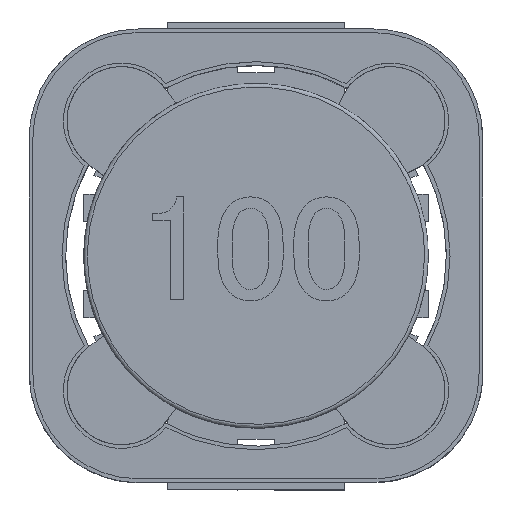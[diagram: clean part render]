
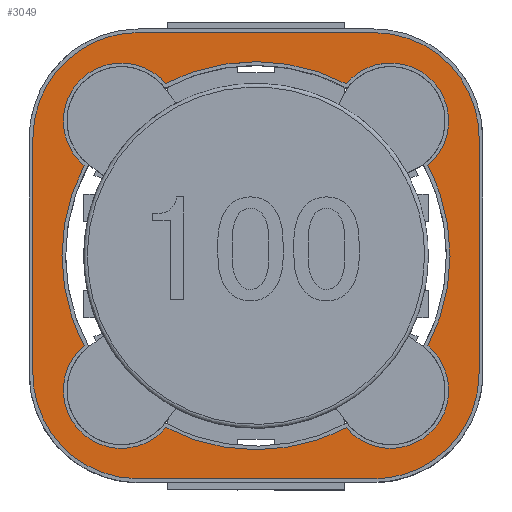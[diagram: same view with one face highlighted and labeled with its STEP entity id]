
A CAD part, top view. The second image highlights one B-rep face of the part: STEP entity #3049.
In plain terms, the highlighted free-form (B-spline) face has degree [1, 1] with [2, 2] control points.
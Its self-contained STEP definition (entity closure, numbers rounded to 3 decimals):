
#2908=CARTESIAN_POINT('',(-6.875,-6.875,5.5));
#2909=CARTESIAN_POINT('',(-6.875,6.875,5.5));
#2910=CARTESIAN_POINT('',(6.875,-6.875,5.5));
#2911=CARTESIAN_POINT('',(6.875,6.875,5.5));
#2912=B_SPLINE_SURFACE_WITH_KNOTS('',1,1,((#2908,#2909),(#2910,#2911)),.PLANE_SURF.,.F.,.F.,.U.,(2,2),(2,2),(0.,1.),(0.,1.),.UNSPECIFIED.);
#2913=CARTESIAN_POINT('',(-6.15,-3.25,5.5));
#2914=VERTEX_POINT('',#2913);
#2915=CARTESIAN_POINT('',(-6.15,3.25,5.5));
#2916=VERTEX_POINT('',#2915);
#2917=CARTESIAN_POINT('',(-6.15,-3.25,5.5));
#2918=CARTESIAN_POINT('',(-6.15,3.25,5.5));
#2919=B_SPLINE_CURVE_WITH_KNOTS('',1,(#2917,#2918),.POLYLINE_FORM.,.F.,.U.,(2,2),(0.,1.),.UNSPECIFIED.);
#2920=EDGE_CURVE('',#2914,#2916,#2919,.T.);
#2921=ORIENTED_EDGE('',*,*,#2920,.F.);
#2922=CARTESIAN_POINT('',(-3.25,-6.15,5.5));
#2923=VERTEX_POINT('',#2922);
#2924=CARTESIAN_POINT('',(-3.25,-6.15,5.5));
#2925=CARTESIAN_POINT('',(-6.15,-6.15,5.5));
#2926=CARTESIAN_POINT('',(-6.15,-3.25,5.5));
#2927=(BOUNDED_CURVE()B_SPLINE_CURVE(2,(#2924,#2925,#2926),.CIRCULAR_ARC.,.F.,.U.)B_SPLINE_CURVE_WITH_KNOTS((3,3),(0.,1.),.UNSPECIFIED.)CURVE()GEOMETRIC_REPRESENTATION_ITEM()RATIONAL_B_SPLINE_CURVE((1.,0.707,1.))REPRESENTATION_ITEM(''));
#2928=EDGE_CURVE('',#2923,#2914,#2927,.T.);
#2929=ORIENTED_EDGE('',*,*,#2928,.F.);
#2930=CARTESIAN_POINT('',(3.25,-6.15,5.5));
#2931=VERTEX_POINT('',#2930);
#2932=CARTESIAN_POINT('',(3.25,-6.15,5.5));
#2933=CARTESIAN_POINT('',(-3.25,-6.15,5.5));
#2934=B_SPLINE_CURVE_WITH_KNOTS('',1,(#2932,#2933),.POLYLINE_FORM.,.F.,.U.,(2,2),(0.,1.),.UNSPECIFIED.);
#2935=EDGE_CURVE('',#2931,#2923,#2934,.T.);
#2936=ORIENTED_EDGE('',*,*,#2935,.F.);
#2937=CARTESIAN_POINT('',(6.15,-3.25,5.5));
#2938=VERTEX_POINT('',#2937);
#2939=CARTESIAN_POINT('',(6.15,-3.25,5.5));
#2940=CARTESIAN_POINT('',(6.15,-6.15,5.5));
#2941=CARTESIAN_POINT('',(3.25,-6.15,5.5));
#2942=(BOUNDED_CURVE()B_SPLINE_CURVE(2,(#2939,#2940,#2941),.CIRCULAR_ARC.,.F.,.U.)B_SPLINE_CURVE_WITH_KNOTS((3,3),(0.,1.),.UNSPECIFIED.)CURVE()GEOMETRIC_REPRESENTATION_ITEM()RATIONAL_B_SPLINE_CURVE((1.,0.707,1.))REPRESENTATION_ITEM(''));
#2943=EDGE_CURVE('',#2938,#2931,#2942,.T.);
#2944=ORIENTED_EDGE('',*,*,#2943,.F.);
#2945=CARTESIAN_POINT('',(6.15,3.25,5.5));
#2946=VERTEX_POINT('',#2945);
#2947=CARTESIAN_POINT('',(6.15,3.25,5.5));
#2948=CARTESIAN_POINT('',(6.15,-3.25,5.5));
#2949=B_SPLINE_CURVE_WITH_KNOTS('',1,(#2947,#2948),.POLYLINE_FORM.,.F.,.U.,(2,2),(0.,1.),.UNSPECIFIED.);
#2950=EDGE_CURVE('',#2946,#2938,#2949,.T.);
#2951=ORIENTED_EDGE('',*,*,#2950,.F.);
#2952=CARTESIAN_POINT('',(3.25,6.15,5.5));
#2953=VERTEX_POINT('',#2952);
#2954=CARTESIAN_POINT('',(3.25,6.15,5.5));
#2955=CARTESIAN_POINT('',(6.15,6.15,5.5));
#2956=CARTESIAN_POINT('',(6.15,3.25,5.5));
#2957=(BOUNDED_CURVE()B_SPLINE_CURVE(2,(#2954,#2955,#2956),.CIRCULAR_ARC.,.F.,.U.)B_SPLINE_CURVE_WITH_KNOTS((3,3),(0.,1.),.UNSPECIFIED.)CURVE()GEOMETRIC_REPRESENTATION_ITEM()RATIONAL_B_SPLINE_CURVE((1.,0.707,1.))REPRESENTATION_ITEM(''));
#2958=EDGE_CURVE('',#2953,#2946,#2957,.T.);
#2959=ORIENTED_EDGE('',*,*,#2958,.F.);
#2960=CARTESIAN_POINT('',(-3.25,6.15,5.5));
#2961=VERTEX_POINT('',#2960);
#2962=CARTESIAN_POINT('',(-3.25,6.15,5.5));
#2963=CARTESIAN_POINT('',(3.25,6.15,5.5));
#2964=B_SPLINE_CURVE_WITH_KNOTS('',1,(#2962,#2963),.POLYLINE_FORM.,.F.,.U.,(2,2),(0.,1.),.UNSPECIFIED.);
#2965=EDGE_CURVE('',#2961,#2953,#2964,.T.);
#2966=ORIENTED_EDGE('',*,*,#2965,.F.);
#2967=CARTESIAN_POINT('',(-6.15,3.25,5.5));
#2968=CARTESIAN_POINT('',(-6.15,6.15,5.5));
#2969=CARTESIAN_POINT('',(-3.25,6.15,5.5));
#2970=(BOUNDED_CURVE()B_SPLINE_CURVE(2,(#2967,#2968,#2969),.CIRCULAR_ARC.,.F.,.U.)B_SPLINE_CURVE_WITH_KNOTS((3,3),(0.,1.),.UNSPECIFIED.)CURVE()GEOMETRIC_REPRESENTATION_ITEM()RATIONAL_B_SPLINE_CURVE((1.,0.707,1.))REPRESENTATION_ITEM(''));
#2971=EDGE_CURVE('',#2916,#2961,#2970,.T.);
#2972=ORIENTED_EDGE('',*,*,#2971,.F.);
#2973=EDGE_LOOP('',(#2921,#2929,#2936,#2944,#2951,#2959,#2966,#2972));
#2974=FACE_OUTER_BOUND('',#2973,.T.);
#2975=CARTESIAN_POINT('',(-2.484,-4.738,5.5));
#2976=VERTEX_POINT('',#2975);
#2977=CARTESIAN_POINT('',(2.484,-4.738,5.5));
#2978=VERTEX_POINT('',#2977);
#2979=CARTESIAN_POINT('',(-2.484,-4.738,5.5));
#2980=CARTESIAN_POINT('',(0.,-6.041,5.5));
#2981=CARTESIAN_POINT('',(2.484,-4.738,5.5));
#2982=(BOUNDED_CURVE()B_SPLINE_CURVE(2,(#2979,#2980,#2981),.CIRCULAR_ARC.,.F.,.U.)B_SPLINE_CURVE_WITH_KNOTS((3,3),(0.,1.),.UNSPECIFIED.)CURVE()GEOMETRIC_REPRESENTATION_ITEM()RATIONAL_B_SPLINE_CURVE((1.,0.886,1.))REPRESENTATION_ITEM(''));
#2983=EDGE_CURVE('',#2976,#2978,#2982,.T.);
#2984=ORIENTED_EDGE('',*,*,#2983,.F.);
#2985=CARTESIAN_POINT('',(-4.738,-2.484,5.5));
#2986=VERTEX_POINT('',#2985);
#2987=CARTESIAN_POINT('',(-4.738,-2.484,5.5));
#2988=CARTESIAN_POINT('',(-6.081,-3.606,5.5));
#2989=CARTESIAN_POINT('',(-4.844,-4.844,5.5));
#2990=CARTESIAN_POINT('',(-3.606,-6.081,5.5));
#2991=CARTESIAN_POINT('',(-2.484,-4.738,5.5));
#2992=(BOUNDED_CURVE()B_SPLINE_CURVE(2,(#2987,#2988,#2989,#2990,#2991),.CIRCULAR_ARC.,.F.,.U.)B_SPLINE_CURVE_WITH_KNOTS((3,2,3),(0.,0.5,1.),.UNSPECIFIED.)CURVE()GEOMETRIC_REPRESENTATION_ITEM()RATIONAL_B_SPLINE_CURVE((1.,0.675,1.,0.675,1.))REPRESENTATION_ITEM(''));
#2993=EDGE_CURVE('',#2986,#2976,#2992,.T.);
#2994=ORIENTED_EDGE('',*,*,#2993,.F.);
#2995=CARTESIAN_POINT('',(-4.738,2.484,5.5));
#2996=VERTEX_POINT('',#2995);
#2997=CARTESIAN_POINT('',(-4.738,2.484,5.5));
#2998=CARTESIAN_POINT('',(-6.041,0.,5.5));
#2999=CARTESIAN_POINT('',(-4.738,-2.484,5.5));
#3000=(BOUNDED_CURVE()B_SPLINE_CURVE(2,(#2997,#2998,#2999),.CIRCULAR_ARC.,.F.,.U.)B_SPLINE_CURVE_WITH_KNOTS((3,3),(0.,1.),.UNSPECIFIED.)CURVE()GEOMETRIC_REPRESENTATION_ITEM()RATIONAL_B_SPLINE_CURVE((1.,0.886,1.))REPRESENTATION_ITEM(''));
#3001=EDGE_CURVE('',#2996,#2986,#3000,.T.);
#3002=ORIENTED_EDGE('',*,*,#3001,.F.);
#3003=CARTESIAN_POINT('',(-2.484,4.738,5.5));
#3004=VERTEX_POINT('',#3003);
#3005=CARTESIAN_POINT('',(-2.484,4.738,5.5));
#3006=CARTESIAN_POINT('',(-3.606,6.081,5.5));
#3007=CARTESIAN_POINT('',(-4.844,4.844,5.5));
#3008=CARTESIAN_POINT('',(-6.081,3.606,5.5));
#3009=CARTESIAN_POINT('',(-4.738,2.484,5.5));
#3010=(BOUNDED_CURVE()B_SPLINE_CURVE(2,(#3005,#3006,#3007,#3008,#3009),.CIRCULAR_ARC.,.F.,.U.)B_SPLINE_CURVE_WITH_KNOTS((3,2,3),(0.,0.5,1.),.UNSPECIFIED.)CURVE()GEOMETRIC_REPRESENTATION_ITEM()RATIONAL_B_SPLINE_CURVE((1.,0.675,1.,0.675,1.))REPRESENTATION_ITEM(''));
#3011=EDGE_CURVE('',#3004,#2996,#3010,.T.);
#3012=ORIENTED_EDGE('',*,*,#3011,.F.);
#3013=CARTESIAN_POINT('',(2.484,4.738,5.5));
#3014=VERTEX_POINT('',#3013);
#3015=CARTESIAN_POINT('',(2.484,4.738,5.5));
#3016=CARTESIAN_POINT('',(0.,6.041,5.5));
#3017=CARTESIAN_POINT('',(-2.484,4.738,5.5));
#3018=(BOUNDED_CURVE()B_SPLINE_CURVE(2,(#3015,#3016,#3017),.CIRCULAR_ARC.,.F.,.U.)B_SPLINE_CURVE_WITH_KNOTS((3,3),(0.,1.),.UNSPECIFIED.)CURVE()GEOMETRIC_REPRESENTATION_ITEM()RATIONAL_B_SPLINE_CURVE((1.,0.886,1.))REPRESENTATION_ITEM(''));
#3019=EDGE_CURVE('',#3014,#3004,#3018,.T.);
#3020=ORIENTED_EDGE('',*,*,#3019,.F.);
#3021=CARTESIAN_POINT('',(4.738,2.484,5.5));
#3022=VERTEX_POINT('',#3021);
#3023=CARTESIAN_POINT('',(4.738,2.484,5.5));
#3024=CARTESIAN_POINT('',(6.081,3.606,5.5));
#3025=CARTESIAN_POINT('',(4.844,4.844,5.5));
#3026=CARTESIAN_POINT('',(3.606,6.081,5.5));
#3027=CARTESIAN_POINT('',(2.484,4.738,5.5));
#3028=(BOUNDED_CURVE()B_SPLINE_CURVE(2,(#3023,#3024,#3025,#3026,#3027),.CIRCULAR_ARC.,.F.,.U.)B_SPLINE_CURVE_WITH_KNOTS((3,2,3),(0.,0.5,1.),.UNSPECIFIED.)CURVE()GEOMETRIC_REPRESENTATION_ITEM()RATIONAL_B_SPLINE_CURVE((1.,0.675,1.,0.675,1.))REPRESENTATION_ITEM(''));
#3029=EDGE_CURVE('',#3022,#3014,#3028,.T.);
#3030=ORIENTED_EDGE('',*,*,#3029,.F.);
#3031=CARTESIAN_POINT('',(4.738,-2.484,5.5));
#3032=VERTEX_POINT('',#3031);
#3033=CARTESIAN_POINT('',(4.738,-2.484,5.5));
#3034=CARTESIAN_POINT('',(6.041,0.,5.5));
#3035=CARTESIAN_POINT('',(4.738,2.484,5.5));
#3036=(BOUNDED_CURVE()B_SPLINE_CURVE(2,(#3033,#3034,#3035),.CIRCULAR_ARC.,.F.,.U.)B_SPLINE_CURVE_WITH_KNOTS((3,3),(0.,1.),.UNSPECIFIED.)CURVE()GEOMETRIC_REPRESENTATION_ITEM()RATIONAL_B_SPLINE_CURVE((1.,0.886,1.))REPRESENTATION_ITEM(''));
#3037=EDGE_CURVE('',#3032,#3022,#3036,.T.);
#3038=ORIENTED_EDGE('',*,*,#3037,.F.);
#3039=CARTESIAN_POINT('',(2.484,-4.738,5.5));
#3040=CARTESIAN_POINT('',(3.606,-6.081,5.5));
#3041=CARTESIAN_POINT('',(4.844,-4.844,5.5));
#3042=CARTESIAN_POINT('',(6.081,-3.606,5.5));
#3043=CARTESIAN_POINT('',(4.738,-2.484,5.5));
#3044=(BOUNDED_CURVE()B_SPLINE_CURVE(2,(#3039,#3040,#3041,#3042,#3043),.CIRCULAR_ARC.,.F.,.U.)B_SPLINE_CURVE_WITH_KNOTS((3,2,3),(0.,0.5,1.),.UNSPECIFIED.)CURVE()GEOMETRIC_REPRESENTATION_ITEM()RATIONAL_B_SPLINE_CURVE((1.,0.675,1.,0.675,1.))REPRESENTATION_ITEM(''));
#3045=EDGE_CURVE('',#2978,#3032,#3044,.T.);
#3046=ORIENTED_EDGE('',*,*,#3045,.F.);
#3047=EDGE_LOOP('',(#2984,#2994,#3002,#3012,#3020,#3030,#3038,#3046));
#3048=FACE_BOUND('',#3047,.T.);
#3049=ADVANCED_FACE('',(#2974,#3048),#2912,.T.);
